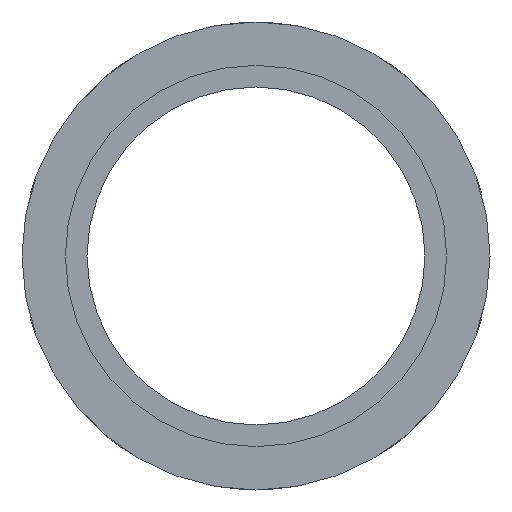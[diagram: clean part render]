
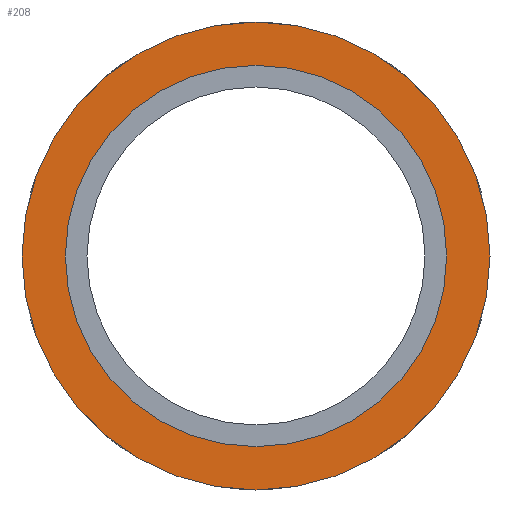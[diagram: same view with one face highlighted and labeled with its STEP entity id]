
A CAD part, left-side view. The second image highlights one B-rep face of the part: STEP entity #208.
In plain terms, the highlighted planar face has unit normal (-1, 0, 0).
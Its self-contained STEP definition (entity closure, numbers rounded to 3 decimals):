
#158=CARTESIAN_POINT('Axis2P3D Location',(0.,0.,24.765)) ;
#163=CARTESIAN_POINT('Axis2P3D Location',(0.,0.,0.)) ;
#167=CARTESIAN_POINT('Vertex',(0.,0.,-27.94)) ;
#169=CARTESIAN_POINT('Vertex',(0.,0.,27.94)) ;
#172=CARTESIAN_POINT('Axis2P3D Location',(0.,0.,0.)) ;
#186=CARTESIAN_POINT('Axis2P3D Location',(0.,0.,0.)) ;
#190=CARTESIAN_POINT('Vertex',(0.,0.,-34.29)) ;
#192=CARTESIAN_POINT('Vertex',(0.,0.,34.29)) ;
#195=CARTESIAN_POINT('Axis2P3D Location',(0.,0.,0.)) ;
#159=DIRECTION('Axis2P3D Direction',(-1.,0.,0.)) ;
#160=DIRECTION('Axis2P3D XDirection',(0.,1.,0.)) ;
#164=DIRECTION('Axis2P3D Direction',(-1.,0.,0.)) ;
#173=DIRECTION('Axis2P3D Direction',(-1.,0.,0.)) ;
#187=DIRECTION('Axis2P3D Direction',(-1.,0.,0.)) ;
#196=DIRECTION('Axis2P3D Direction',(-1.,0.,0.)) ;
#161=AXIS2_PLACEMENT_3D('Plane Axis2P3D',#158,#159,#160) ;
#165=AXIS2_PLACEMENT_3D('Circle Axis2P3D',#163,#164,$) ;
#174=AXIS2_PLACEMENT_3D('Circle Axis2P3D',#172,#173,$) ;
#188=AXIS2_PLACEMENT_3D('Circle Axis2P3D',#186,#187,$) ;
#197=AXIS2_PLACEMENT_3D('Circle Axis2P3D',#195,#196,$) ;
#166=CIRCLE('generated circle',#165,27.94) ;
#175=CIRCLE('generated circle',#174,27.94) ;
#189=CIRCLE('generated circle',#188,34.29) ;
#198=CIRCLE('generated circle',#197,34.29) ;
#162=PLANE('',#161) ;
#207=FACE_BOUND('',#204,.T.) ;
#171=EDGE_CURVE('',#168,#170,#166,.T.) ;
#176=EDGE_CURVE('',#170,#168,#175,.T.) ;
#194=EDGE_CURVE('',#191,#193,#189,.T.) ;
#199=EDGE_CURVE('',#193,#191,#198,.T.) ;
#201=ORIENTED_EDGE('',*,*,#194,.T.) ;
#202=ORIENTED_EDGE('',*,*,#199,.T.) ;
#205=ORIENTED_EDGE('',*,*,#176,.F.) ;
#206=ORIENTED_EDGE('',*,*,#171,.F.) ;
#200=EDGE_LOOP('',(#201,#202)) ;
#204=EDGE_LOOP('',(#205,#206)) ;
#168=VERTEX_POINT('',#167) ;
#170=VERTEX_POINT('',#169) ;
#191=VERTEX_POINT('',#190) ;
#193=VERTEX_POINT('',#192) ;
#208=ADVANCED_FACE('PartBody',(#203,#207),#162,.T.) ;
#203=FACE_OUTER_BOUND('',#200,.T.) ;
